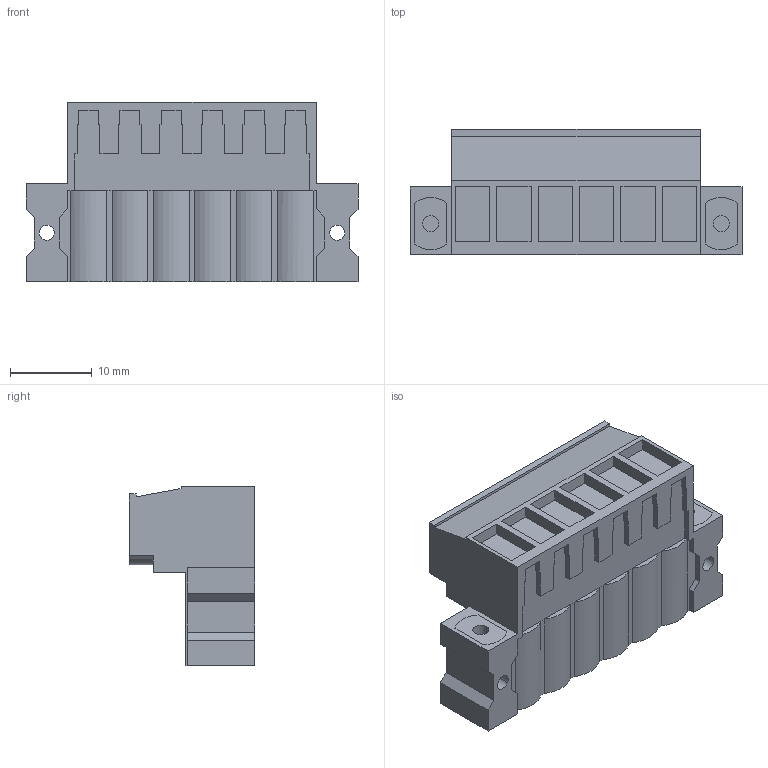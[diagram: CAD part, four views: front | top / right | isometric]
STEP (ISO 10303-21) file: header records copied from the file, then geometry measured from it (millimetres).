
FILE_DESCRIPTION(('CATIA V5 STEP Exchange','CAx-IF Rec.Pracs.--- Model Styling and Organization---1.2---2011-12-15'),'2;1');
FILE_NAME ('D1457467_0_1846400000_1846400000.stp','2017-05-17T11:59:24+00:00',('none'),('Weidmueller'),'CATIA Version 5-6 Release 2014','CATIA V5 STEP AP214','none');
FILE_SCHEMA(('AUTOMOTIVE_DESIGN { 1 0 10303 214 1 1 1 1 }'));
Length unit declared in the file: millimetre
Products named in the file (1): 1846400000
Bounding box: 40.74 x 15.38 x 22.05 mm (x, y, z)
Volume: 6078.9 mm3; surface area: 5806.2 mm2
Topology: 17 solids, 17 shells, 530 faces, 1421 edges, 956 vertices
Faces by surface type: plane 400, cylinder 106, extrusion 24
Entity records: 16034 total; most frequent: CARTESIAN_POINT 3516, ORIENTED_EDGE 2842, DIRECTION 2023, EDGE_CURVE 1421, VECTOR 1153, LINE 1129, VERTEX_POINT 956, EDGE_LOOP 585
